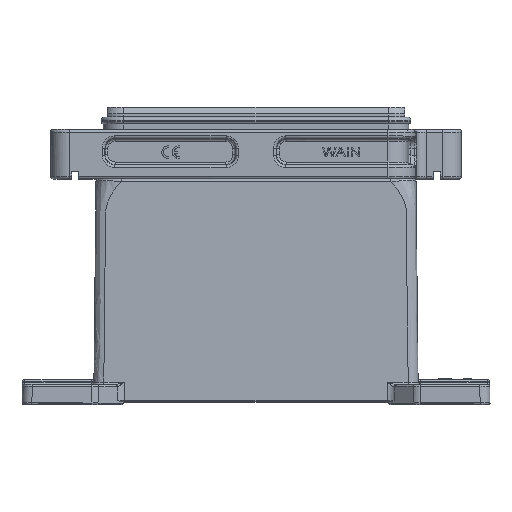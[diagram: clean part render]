
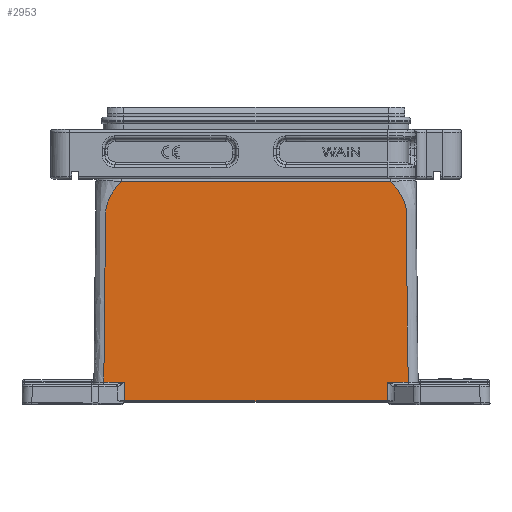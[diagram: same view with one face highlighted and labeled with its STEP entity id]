
A CAD part, top view. The second image highlights one B-rep face of the part: STEP entity #2953.
In plain terms, the highlighted planar face has unit normal (0, 0.011, 1).
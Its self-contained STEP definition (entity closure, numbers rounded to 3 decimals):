
#1747=FACE_OUTER_BOUND('',#7827,.T.);
#2953=ADVANCED_FACE('NONE',(#1747),#4085,.T.);
#4085=PLANE('',#21383);
#4776=LINE('',#32162,#6240);
#4802=LINE('',#32835,#6266);
#4803=LINE('',#32837,#6267);
#4804=LINE('',#32839,#6268);
#4805=LINE('',#32841,#6269);
#4806=LINE('',#32843,#6270);
#6240=VECTOR('',#23401,1.);
#6266=VECTOR('',#23531,1.);
#6267=VECTOR('',#23532,1.);
#6268=VECTOR('',#23533,1.);
#6269=VECTOR('',#23534,1.);
#6270=VECTOR('',#23535,1.);
#7827=EDGE_LOOP('',(#9855,#9856,#9857,#9858,#9859,#9860,#9861,#9862));
#9855=ORIENTED_EDGE('',*,*,#17568,.T.);
#9856=ORIENTED_EDGE('',*,*,#17546,.T.);
#9857=ORIENTED_EDGE('',*,*,#17547,.T.);
#9858=ORIENTED_EDGE('',*,*,#17630,.T.);
#9859=ORIENTED_EDGE('',*,*,#17631,.T.);
#9860=ORIENTED_EDGE('',*,*,#17632,.T.);
#9861=ORIENTED_EDGE('',*,*,#17633,.T.);
#9862=ORIENTED_EDGE('',*,*,#17634,.T.);
#15481=VERTEX_POINT('',#31563);
#15496=VERTEX_POINT('',#31942);
#15498=VERTEX_POINT('',#32205);
#15510=VERTEX_POINT('',#32508);
#15541=VERTEX_POINT('',#32836);
#15542=VERTEX_POINT('',#32838);
#15543=VERTEX_POINT('',#32840);
#15544=VERTEX_POINT('',#32842);
#17546=EDGE_CURVE('NONE',#15496,#15481,#4776,.T.);
#17547=EDGE_CURVE('NONE',#15481,#15498,#20266,.T.);
#17568=EDGE_CURVE('NONE',#15510,#15496,#20279,.T.);
#17630=EDGE_CURVE('NONE',#15498,#15541,#4802,.T.);
#17631=EDGE_CURVE('NONE',#15541,#15542,#4803,.T.);
#17632=EDGE_CURVE('NONE',#15542,#15543,#4804,.T.);
#17633=EDGE_CURVE('NONE',#15543,#15544,#4805,.T.);
#17634=EDGE_CURVE('NONE',#15544,#15510,#4806,.T.);
#20266=B_SPLINE_CURVE_WITH_KNOTS('',3,(#32164,#32165,#32166,#32167,#32168,
#32169,#32170,#32171,#32172,#32173,#32174,#32175,#32176,#32177,#32178,#32179,
#32180,#32181,#32182,#32183,#32184,#32185,#32186,#32187,#32188,#32189,#32190,
#32191,#32192,#32193,#32194,#32195,#32196,#32197,#32198,#32199,#32200,#32201,
#32202,#32203,#32204),.UNSPECIFIED.,.F.,.F.,(4,1,1,1,2,2,1,2,2,1,1,1,2,
2,1,1,1,1,1,2,2,1,1,1,1,1,2,2,4),(0.,0.062,0.094,
0.109,0.117,0.125,0.141,
0.148,0.156,0.172,0.18,
0.184,0.186,0.187,0.219,
0.234,0.242,0.246,0.248,
0.249,0.25,0.375,0.437,
0.469,0.484,0.492,0.496,
0.5,1.),.UNSPECIFIED.);
#20279=B_SPLINE_CURVE_WITH_KNOTS('',3,(#32464,#32465,#32466,#32467,#32468,
#32469,#32470,#32471,#32472,#32473,#32474,#32475,#32476,#32477,#32478,#32479,
#32480,#32481,#32482,#32483,#32484,#32485,#32486,#32487,#32488,#32489,#32490,
#32491,#32492,#32493,#32494,#32495,#32496,#32497,#32498,#32499,#32500,#32501,
#32502,#32503,#32504,#32505,#32506,#32507),.UNSPECIFIED.,.F.,.F.,(4,2,1,
1,1,1,1,1,2,2,1,1,1,1,1,2,2,2,2,2,2,2,2,1,2,2,2,4),(0.,0.5,
0.625,0.687,0.719,0.734,
0.742,0.746,0.748,0.75,0.781,
0.797,0.805,0.809,0.811,
0.812,0.812,0.816,0.82,
0.828,0.844,0.859,0.875,
0.906,0.922,0.937,0.969,
1.),.UNSPECIFIED.);
#21383=AXIS2_PLACEMENT_3D('',#32844,#23536,#23537);
#23401=DIRECTION('',(-1.,0.,0.));
#23531=DIRECTION('',(1.,0.,0.));
#23532=DIRECTION('',(0.014,-1.,0.01));
#23533=DIRECTION('',(1.,0.,0.));
#23534=DIRECTION('',(0.014,1.,-0.01));
#23535=DIRECTION('',(1.,0.,0.));
#23536=DIRECTION('',(0.,0.01,1.));
#23537=DIRECTION('',(0.,-1.,0.01));
#31563=CARTESIAN_POINT('',(-54.461,89.011,29.01));
#31942=CARTESIAN_POINT('',(54.46,89.01,29.01));
#32162=CARTESIAN_POINT('',(-68.294,89.01,29.01));
#32164=CARTESIAN_POINT('',(-54.461,89.011,29.01));
#32165=CARTESIAN_POINT('',(-55.827,87.57,29.025));
#32166=CARTESIAN_POINT('',(-57.542,85.408,29.048));
#32167=CARTESIAN_POINT('',(-58.958,82.883,29.075));
#32168=CARTESIAN_POINT('',(-59.52,81.619,29.088));
#32169=CARTESIAN_POINT('',(-59.73,81.078,29.093));
#32170=CARTESIAN_POINT('',(-59.862,80.717,29.097));
#32171=CARTESIAN_POINT('',(-59.916,80.564,29.099));
#32172=CARTESIAN_POINT('',(-60.122,79.938,29.105));
#32173=CARTESIAN_POINT('',(-60.3,79.31,29.112));
#32174=CARTESIAN_POINT('',(-60.437,78.681,29.119));
#32175=CARTESIAN_POINT('',(-60.519,78.262,29.123));
#32176=CARTESIAN_POINT('',(-60.562,78.012,29.126));
#32177=CARTESIAN_POINT('',(-60.639,77.502,29.131));
#32178=CARTESIAN_POINT('',(-60.698,76.925,29.137));
#32179=CARTESIAN_POINT('',(-60.737,76.133,29.145));
#32180=CARTESIAN_POINT('',(-60.749,75.707,29.15));
#32181=CARTESIAN_POINT('',(-60.752,75.519,29.152));
#32182=CARTESIAN_POINT('',(-60.754,75.391,29.153));
#32183=CARTESIAN_POINT('',(-60.755,75.272,29.154));
#32184=CARTESIAN_POINT('',(-60.757,75.104,29.156));
#32185=CARTESIAN_POINT('',(-60.765,74.338,29.164));
#32186=CARTESIAN_POINT('',(-60.783,72.521,29.183));
#32187=CARTESIAN_POINT('',(-60.795,71.381,29.195));
#32188=CARTESIAN_POINT('',(-60.802,70.754,29.202));
#32189=CARTESIAN_POINT('',(-60.805,70.425,29.205));
#32190=CARTESIAN_POINT('',(-60.807,70.281,29.206));
#32191=CARTESIAN_POINT('',(-60.808,70.185,29.208));
#32192=CARTESIAN_POINT('',(-60.809,70.088,29.209));
#32193=CARTESIAN_POINT('',(-60.81,69.948,29.21));
#32194=CARTESIAN_POINT('',(-60.838,67.256,29.238));
#32195=CARTESIAN_POINT('',(-60.917,59.77,29.317));
#32196=CARTESIAN_POINT('',(-60.967,54.941,29.367));
#32197=CARTESIAN_POINT('',(-60.995,52.255,29.395));
#32198=CARTESIAN_POINT('',(-61.01,50.844,29.41));
#32199=CARTESIAN_POINT('',(-61.017,50.225,29.417));
#32200=CARTESIAN_POINT('',(-61.021,49.809,29.421));
#32201=CARTESIAN_POINT('',(-61.024,49.563,29.423));
#32202=CARTESIAN_POINT('',(-61.26,26.993,29.66));
#32203=CARTESIAN_POINT('',(-61.405,13.193,29.804));
#32204=CARTESIAN_POINT('',(-61.459,7.99,29.859));
#32205=CARTESIAN_POINT('',(-61.459,7.99,29.859));
#32464=CARTESIAN_POINT('',(61.459,7.99,29.859));
#32465=CARTESIAN_POINT('',(61.314,21.789,29.714));
#32466=CARTESIAN_POINT('',(61.17,35.589,29.57));
#32467=CARTESIAN_POINT('',(60.989,52.838,29.389));
#32468=CARTESIAN_POINT('',(60.935,58.013,29.335));
#32469=CARTESIAN_POINT('',(60.872,64.05,29.272));
#32470=CARTESIAN_POINT('',(60.84,67.069,29.24));
#32471=CARTESIAN_POINT('',(60.825,68.578,29.224));
#32472=CARTESIAN_POINT('',(60.817,69.333,29.216));
#32473=CARTESIAN_POINT('',(60.813,69.71,29.212));
#32474=CARTESIAN_POINT('',(60.811,69.872,29.211));
#32475=CARTESIAN_POINT('',(60.81,69.98,29.21));
#32476=CARTESIAN_POINT('',(60.81,69.993,29.21));
#32477=CARTESIAN_POINT('',(60.793,71.601,29.193));
#32478=CARTESIAN_POINT('',(60.774,73.383,29.174));
#32479=CARTESIAN_POINT('',(60.762,74.608,29.161));
#32480=CARTESIAN_POINT('',(60.758,75.006,29.157));
#32481=CARTESIAN_POINT('',(60.757,75.152,29.155));
#32482=CARTESIAN_POINT('',(60.756,75.211,29.155));
#32483=CARTESIAN_POINT('',(60.756,75.234,29.155));
#32484=CARTESIAN_POINT('',(60.756,75.249,29.154));
#32485=CARTESIAN_POINT('',(60.756,75.224,29.155));
#32486=CARTESIAN_POINT('',(60.754,75.414,29.153));
#32487=CARTESIAN_POINT('',(60.753,75.544,29.151));
#32488=CARTESIAN_POINT('',(60.75,75.76,29.149));
#32489=CARTESIAN_POINT('',(60.75,75.791,29.149));
#32490=CARTESIAN_POINT('',(60.743,76.144,29.145));
#32491=CARTESIAN_POINT('',(60.736,76.342,29.143));
#32492=CARTESIAN_POINT('',(60.698,76.981,29.136));
#32493=CARTESIAN_POINT('',(60.651,77.422,29.132));
#32494=CARTESIAN_POINT('',(60.524,78.261,29.123));
#32495=CARTESIAN_POINT('',(60.442,78.68,29.119));
#32496=CARTESIAN_POINT('',(60.241,79.518,29.11));
#32497=CARTESIAN_POINT('',(60.111,79.969,29.105));
#32498=CARTESIAN_POINT('',(59.731,81.127,29.093));
#32499=CARTESIAN_POINT('',(59.255,82.285,29.081));
#32500=CARTESIAN_POINT('',(58.636,83.441,29.069));
#32501=CARTESIAN_POINT('',(58.191,84.212,29.061));
#32502=CARTESIAN_POINT('',(57.929,84.635,29.056));
#32503=CARTESIAN_POINT('',(57.241,85.678,29.045));
#32504=CARTESIAN_POINT('',(56.708,86.401,29.038));
#32505=CARTESIAN_POINT('',(55.629,87.734,29.024));
#32506=CARTESIAN_POINT('',(55.059,88.382,29.017));
#32507=CARTESIAN_POINT('',(54.46,89.01,29.01));
#32508=CARTESIAN_POINT('',(61.459,7.99,29.859));
#32835=CARTESIAN_POINT('',(-68.294,7.99,29.859));
#32836=CARTESIAN_POINT('',(-53.024,7.99,29.859));
#32837=CARTESIAN_POINT('',(-53.024,7.99,29.859));
#32838=CARTESIAN_POINT('',(-52.917,0.505,29.937));
#32839=CARTESIAN_POINT('',(-68.294,0.505,29.937));
#32840=CARTESIAN_POINT('',(52.917,0.505,29.937));
#32841=CARTESIAN_POINT('',(52.917,0.505,29.937));
#32842=CARTESIAN_POINT('',(53.024,7.99,29.859));
#32843=CARTESIAN_POINT('',(-68.294,7.99,29.859));
#32844=CARTESIAN_POINT('',(-68.294,90.,29.));
